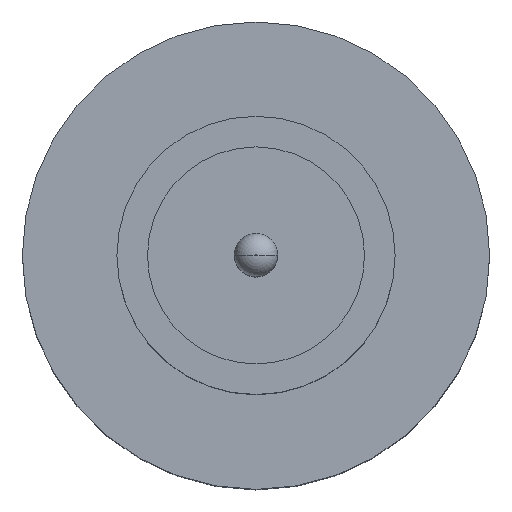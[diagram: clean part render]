
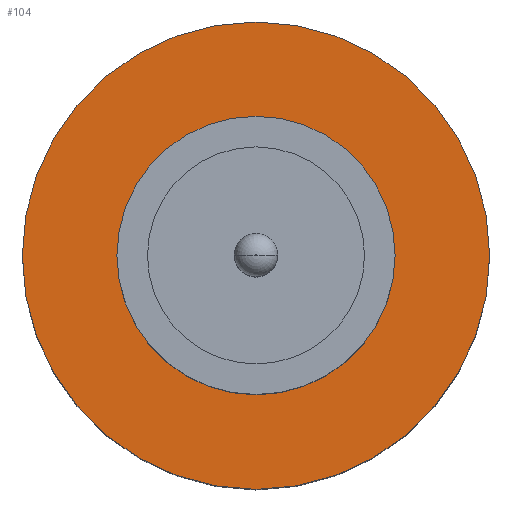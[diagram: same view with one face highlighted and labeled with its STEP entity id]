
A CAD part, top view. The second image highlights one B-rep face of the part: STEP entity #104.
In plain terms, the highlighted planar face has unit normal (0, 0, 1).
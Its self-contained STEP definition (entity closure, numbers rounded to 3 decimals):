
#26 = CARTESIAN_POINT ( 'NONE',  ( -1.25, 0., 1.55 ) ) ;
#30 = EDGE_CURVE ( 'NONE', #525, #220, #499, .T. ) ;
#104 = ADVANCED_FACE ( 'NONE', ( #657, #426 ), #656, .T. ) ;
#132 = AXIS2_PLACEMENT_3D ( 'NONE', #402, #946, #556 ) ;
#151 = EDGE_LOOP ( 'NONE', ( #582, #481 ) ) ;
#185 = ORIENTED_EDGE ( 'NONE', *, *, #917, .T. ) ;
#220 = VERTEX_POINT ( 'NONE', #680 ) ;
#229 = CARTESIAN_POINT ( 'NONE',  ( 0., 0., 1.55 ) ) ;
#230 = DIRECTION ( 'NONE',  ( 0., 0., 1. ) ) ;
#267 = ORIENTED_EDGE ( 'NONE', *, *, #30, .T. ) ;
#295 = CIRCLE ( 'NONE', #567, 2.1 ) ;
#360 = DIRECTION ( 'NONE',  ( 1., 0., 0. ) ) ;
#402 = CARTESIAN_POINT ( 'NONE',  ( 0., 0., 1.55 ) ) ;
#421 = CARTESIAN_POINT ( 'NONE',  ( 0., 0., 1.55 ) ) ;
#426 = FACE_OUTER_BOUND ( 'NONE', #601, .T. ) ;
#435 = EDGE_CURVE ( 'NONE', #798, #765, #706, .T. ) ;
#453 = AXIS2_PLACEMENT_3D ( 'NONE', #229, #230, #942 ) ;
#481 = ORIENTED_EDGE ( 'NONE', *, *, #693, .F. ) ;
#483 = DIRECTION ( 'NONE',  ( 1., 0., 0. ) ) ;
#499 = CIRCLE ( 'NONE', #930, 2.1 ) ;
#525 = VERTEX_POINT ( 'NONE', #686 ) ;
#556 = DIRECTION ( 'NONE',  ( 1., 0., 0. ) ) ;
#565 = CARTESIAN_POINT ( 'NONE',  ( 0., 0., 1.55 ) ) ;
#567 = AXIS2_PLACEMENT_3D ( 'NONE', #666, #827, #360 ) ;
#582 = ORIENTED_EDGE ( 'NONE', *, *, #435, .F. ) ;
#601 = EDGE_LOOP ( 'NONE', ( #267, #185 ) ) ;
#652 = CARTESIAN_POINT ( 'NONE',  ( 1.25, 0., 1.55 ) ) ;
#656 = PLANE ( 'NONE',  #705 ) ;
#657 = FACE_BOUND ( 'NONE', #151, .T. ) ;
#666 = CARTESIAN_POINT ( 'NONE',  ( 0., 0., 1.55 ) ) ;
#680 = CARTESIAN_POINT ( 'NONE',  ( 2.1, 0., 1.55 ) ) ;
#686 = CARTESIAN_POINT ( 'NONE',  ( -2.1, 0., 1.55 ) ) ;
#693 = EDGE_CURVE ( 'NONE', #765, #798, #793, .T. ) ;
#705 = AXIS2_PLACEMENT_3D ( 'NONE', #421, #886, #959 ) ;
#706 = CIRCLE ( 'NONE', #453, 1.25 ) ;
#765 = VERTEX_POINT ( 'NONE', #26 ) ;
#793 = CIRCLE ( 'NONE', #132, 1.25 ) ;
#798 = VERTEX_POINT ( 'NONE', #652 ) ;
#827 = DIRECTION ( 'NONE',  ( 0., 0., 1. ) ) ;
#872 = DIRECTION ( 'NONE',  ( 0., 0., 1. ) ) ;
#886 = DIRECTION ( 'NONE',  ( 0., 0., 1. ) ) ;
#917 = EDGE_CURVE ( 'NONE', #220, #525, #295, .T. ) ;
#930 = AXIS2_PLACEMENT_3D ( 'NONE', #565, #872, #483 ) ;
#942 = DIRECTION ( 'NONE',  ( 1., 0., 0. ) ) ;
#946 = DIRECTION ( 'NONE',  ( 0., 0., 1. ) ) ;
#959 = DIRECTION ( 'NONE',  ( 1., 0., 0. ) ) ;
